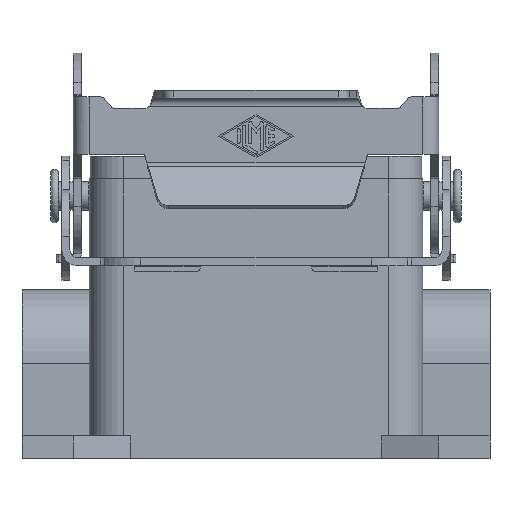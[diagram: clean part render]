
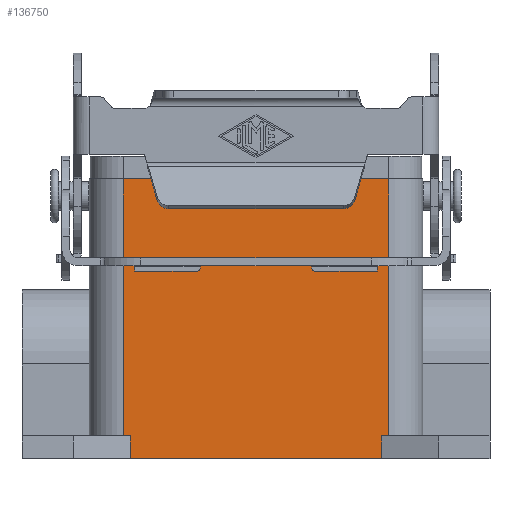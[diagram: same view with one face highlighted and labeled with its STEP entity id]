
A CAD part, front view. The second image highlights one B-rep face of the part: STEP entity #136750.
In plain terms, the highlighted planar face has unit normal (0, -1, 0).
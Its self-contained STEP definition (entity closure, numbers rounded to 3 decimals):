
#128310=CARTESIAN_POINT('',(-22.,-22.25,-46.));
#128320=VERTEX_POINT('',#128310);
#128350=CARTESIAN_POINT('',(22.,-22.25,-46.));
#128360=DIRECTION('',(-1.,0.,0.));
#128370=VECTOR('',#128360,44.);
#128380=LINE('',#128350,#128370);
#128390=CARTESIAN_POINT('',(22.,-22.25,-46.));
#128400=VERTEX_POINT('',#128390);
#128410=EDGE_CURVE('',#128400,#128320,#128380,.T.);
#130360=CARTESIAN_POINT('',(22.,-22.25,-42.));
#130370=VERTEX_POINT('',#130360);
#130400=CARTESIAN_POINT('',(23.25,-22.25,-42.));
#130410=DIRECTION('',(-1.,0.,0.));
#130420=VECTOR('',#130410,1.25);
#130430=LINE('',#130400,#130420);
#130440=CARTESIAN_POINT('',(23.25,-22.25,-42.));
#130450=VERTEX_POINT('',#130440);
#130460=EDGE_CURVE('',#130450,#130370,#130430,.T.);
#132040=CARTESIAN_POINT('',(23.25,-22.25,3.));
#132050=VERTEX_POINT('',#132040);
#132080=CARTESIAN_POINT('',(23.25,-22.25,3.));
#132090=DIRECTION('',(-1.,0.,0.));
#132100=VECTOR('',#132090,46.5);
#132110=LINE('',#132080,#132100);
#132120=CARTESIAN_POINT('',(-23.25,-22.25,3.));
#132130=VERTEX_POINT('',#132120);
#132140=EDGE_CURVE('',#132050,#132130,#132110,.T.);
#135210=CARTESIAN_POINT('',(-23.25,-22.25,-42.));
#135220=VERTEX_POINT('',#135210);
#135250=CARTESIAN_POINT('',(-22.,-22.25,-42.));
#135260=DIRECTION('',(-1.,0.,0.));
#135270=VECTOR('',#135260,1.25);
#135280=LINE('',#135250,#135270);
#135290=CARTESIAN_POINT('',(-22.,-22.25,-42.));
#135300=VERTEX_POINT('',#135290);
#135310=EDGE_CURVE('',#135300,#135220,#135280,.T.);
#136280=CARTESIAN_POINT('',(-23.25,-22.25,-42.));
#136290=DIRECTION('',(0.,0.,1.));
#136300=VECTOR('',#136290,45.);
#136310=LINE('',#136280,#136300);
#136320=EDGE_CURVE('',#135220,#132130,#136310,.T.);
#136450=CARTESIAN_POINT('',(22.,-22.25,-46.));
#136460=DIRECTION('',(0.,-1.,0.));
#136470=DIRECTION('',(0.,0.,-1.));
#136480=AXIS2_PLACEMENT_3D('',#136450,#136460,#136470);
#136490=PLANE('',#136480);
#136500=ORIENTED_EDGE('',*,*,#135310,.F.);
#136510=ORIENTED_EDGE('',*,*,#136320,.F.);
#136520=ORIENTED_EDGE('',*,*,#132140,.T.);
#136530=CARTESIAN_POINT('',(23.25,-22.25,-42.));
#136540=DIRECTION('',(0.,0.,1.));
#136550=VECTOR('',#136540,45.);
#136560=LINE('',#136530,#136550);
#136570=EDGE_CURVE('',#130450,#132050,#136560,.T.);
#136580=ORIENTED_EDGE('',*,*,#136570,.T.);
#136590=ORIENTED_EDGE('',*,*,#130460,.F.);
#136600=CARTESIAN_POINT('',(22.,-22.25,-46.));
#136610=DIRECTION('',(0.,0.,1.));
#136620=VECTOR('',#136610,4.);
#136630=LINE('',#136600,#136620);
#136640=EDGE_CURVE('',#128400,#130370,#136630,.T.);
#136650=ORIENTED_EDGE('',*,*,#136640,.T.);
#136660=ORIENTED_EDGE('',*,*,#128410,.F.);
#136670=CARTESIAN_POINT('',(-22.,-22.25,-46.));
#136680=DIRECTION('',(0.,0.,1.));
#136690=VECTOR('',#136680,4.);
#136700=LINE('',#136670,#136690);
#136710=EDGE_CURVE('',#128320,#135300,#136700,.T.);
#136720=ORIENTED_EDGE('',*,*,#136710,.F.);
#136730=EDGE_LOOP('',(#136720,#136660,#136650,#136590,#136580,#136520,
#136510,#136500));
#136740=FACE_OUTER_BOUND('',#136730,.T.);
#136750=ADVANCED_FACE('',(#136740),#136490,.T.);
